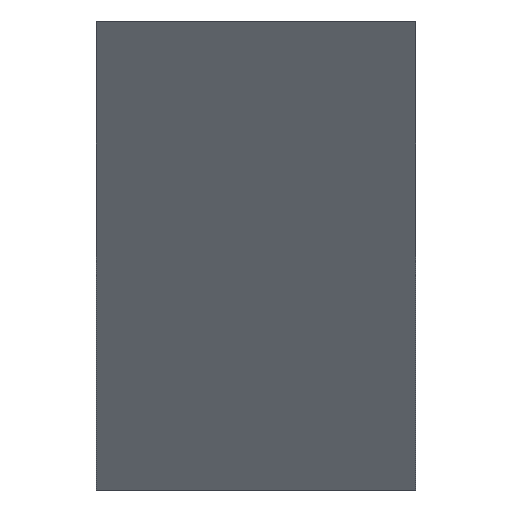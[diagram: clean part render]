
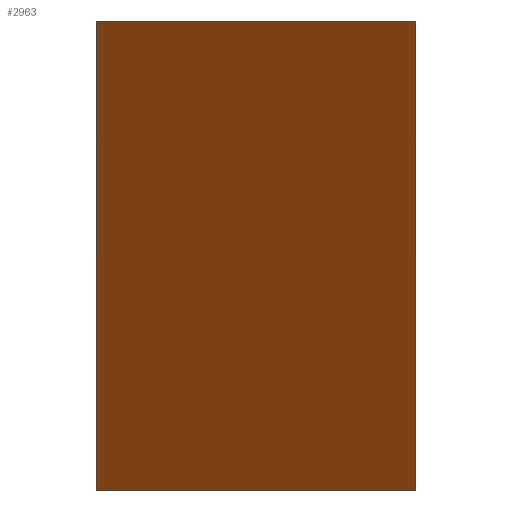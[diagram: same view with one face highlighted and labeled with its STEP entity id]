
A CAD part, left-side view. The second image highlights one B-rep face of the part: STEP entity #2963.
In plain terms, the highlighted planar face has unit normal (-0.682, 0.731, 0).
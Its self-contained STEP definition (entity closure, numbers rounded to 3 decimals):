
#375=FACE_OUTER_BOUND('',#554,.T.);
#554=EDGE_LOOP('',(#2687,#2688,#2689,#2690));
#842=LINE('',#5216,#1141);
#848=LINE('',#5232,#1147);
#853=LINE('',#5243,#1152);
#854=LINE('',#5245,#1153);
#1141=VECTOR('',#3576,10.);
#1147=VECTOR('',#3590,10.);
#1152=VECTOR('',#3601,10.);
#1153=VECTOR('',#3604,10.);
#1427=VERTEX_POINT('',#5214);
#1428=VERTEX_POINT('',#5215);
#1434=VERTEX_POINT('',#5230);
#1437=VERTEX_POINT('',#5241);
#1844=EDGE_CURVE('',#1427,#1428,#842,.T.);
#1851=EDGE_CURVE('',#1434,#1427,#848,.T.);
#1857=EDGE_CURVE('',#1434,#1437,#853,.T.);
#1858=EDGE_CURVE('',#1428,#1437,#854,.T.);
#2687=ORIENTED_EDGE('',*,*,#1857,.T.);
#2688=ORIENTED_EDGE('',*,*,#1858,.F.);
#2689=ORIENTED_EDGE('',*,*,#1844,.F.);
#2690=ORIENTED_EDGE('',*,*,#1851,.F.);
#2802=PLANE('',#3094);
#2963=ADVANCED_FACE('',(#375),#2802,.T.);
#3094=AXIS2_PLACEMENT_3D('',#5244,#3602,#3603);
#3576=DIRECTION('',(0.,0.,1.));
#3590=DIRECTION('',(0.731,0.682,0.));
#3601=DIRECTION('',(0.,0.,1.));
#3602=DIRECTION('center_axis',(-0.682,0.731,0.));
#3603=DIRECTION('ref_axis',(-0.731,-0.682,0.));
#3604=DIRECTION('',(-0.731,-0.682,0.));
#5214=CARTESIAN_POINT('',(0.,204.695,-150.));
#5215=CARTESIAN_POINT('',(0.,204.695,150.));
#5216=CARTESIAN_POINT('',(0.,204.695,0.));
#5230=CARTESIAN_POINT('',(-219.317,0.,-150.));
#5232=CARTESIAN_POINT('',(0.,204.695,-150.));
#5241=CARTESIAN_POINT('',(-219.317,0.,150.));
#5243=CARTESIAN_POINT('',(-219.317,0.,0.));
#5244=CARTESIAN_POINT('Origin',(0.,204.695,0.));
#5245=CARTESIAN_POINT('',(0.,204.695,150.));
